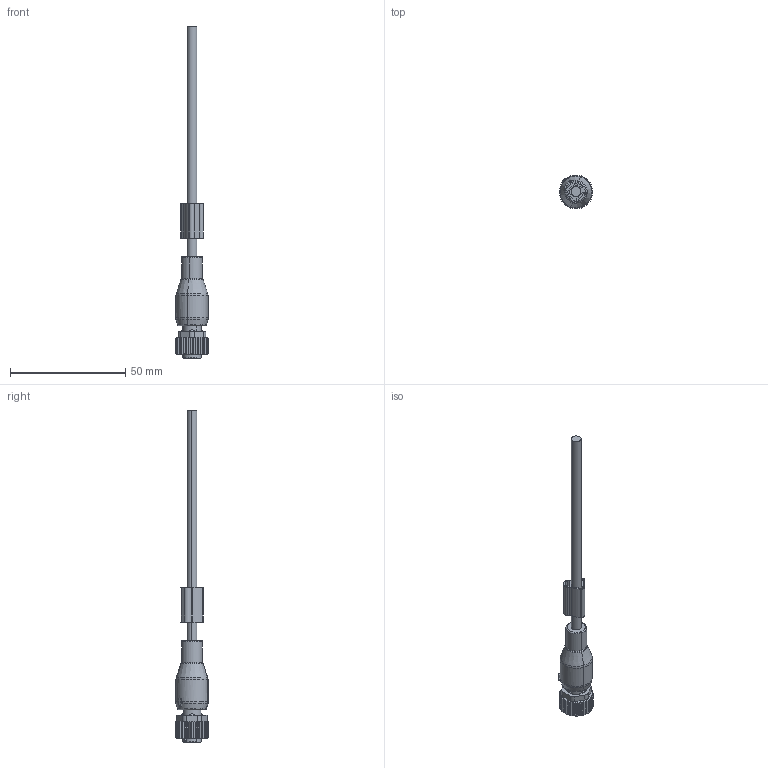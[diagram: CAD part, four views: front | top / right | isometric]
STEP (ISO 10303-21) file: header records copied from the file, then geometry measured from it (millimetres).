
FILE_DESCRIPTION(('CATIA V5 STEP Exchange','CAx-IF Rec.Pracs.--- Model Styling and Organization---1.4--- 2014-01-23'),'2;1');
FILE_NAME ('034530-2_1_9457820500_9457820500.stp','2020-04-02T06:05:08+00:00',('none'),('Weidmueller'),'CATIA Version 5-6 Release 2016 SP3 HF44','CATIA V5 STEP AP214','none');
FILE_SCHEMA(('AUTOMOTIVE_DESIGN { 1 0 10303 214 1 1 1 1 }'));
Length unit declared in the file: millimetre
Products named in the file (1): 9457820500
Bounding box: 14.6 x 14.52 x 144 mm (x, y, z)
Volume: 6645.2 mm3; surface area: 6396.9 mm2
Topology: 15 solids, 15 shells, 618 faces, 1545 edges, 969 vertices
Faces by surface type: plane 263, cylinder 190, cone 91, torus 58, bspline 12, revolution 4
Entity records: 18214 total; most frequent: CARTESIAN_POINT 5014, ORIENTED_EDGE 3058, DIRECTION 2028, EDGE_CURVE 1529, AXIS2_PLACEMENT_3D 969, VERTEX_POINT 969, EDGE_LOOP 666, VECTOR 623
